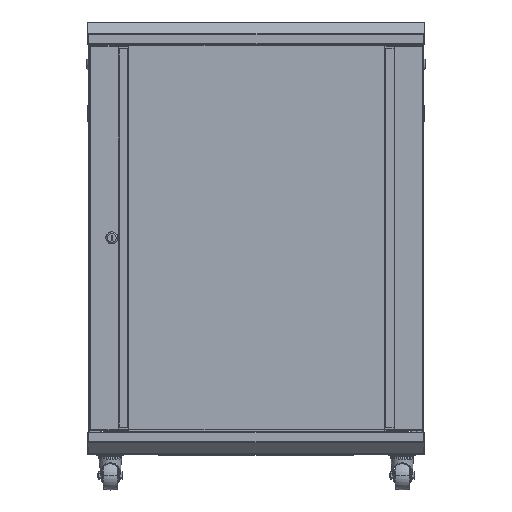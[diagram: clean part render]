
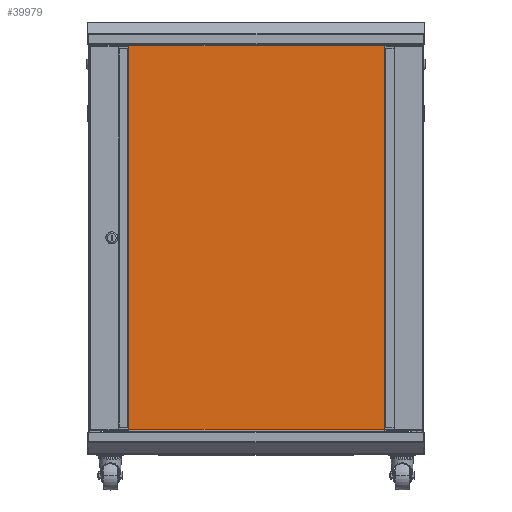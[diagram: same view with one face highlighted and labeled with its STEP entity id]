
A CAD part, top view. The second image highlights one B-rep face of the part: STEP entity #39979.
In plain terms, the highlighted planar face has unit normal (0, 0, 1).
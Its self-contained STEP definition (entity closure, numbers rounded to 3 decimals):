
#9730 = VERTEX_POINT ( 'NONE', #15868 ) ;
#10088 = CARTESIAN_POINT ( 'NONE',  ( -245.5, 474.95, 5. ) ) ;
#15218 = CARTESIAN_POINT ( 'NONE',  ( 245.5, 208.25, 5. ) ) ;
#15868 = CARTESIAN_POINT ( 'NONE',  ( 245.5, 474.95, 5. ) ) ;
#17406 = DIRECTION ( 'NONE',  ( 1., 0., 0. ) ) ;
#21665 = FACE_OUTER_BOUND ( 'NONE', #79359, .T. ) ;
#23257 = CARTESIAN_POINT ( 'NONE',  ( 245.5, 208.25, 5. ) ) ;
#24783 = CARTESIAN_POINT ( 'NONE',  ( -245.5, -208.25, 5. ) ) ;
#27086 = DIRECTION ( 'NONE',  ( 0., 1., 0. ) ) ;
#29049 = VECTOR ( 'NONE', #68299, 1000. ) ;
#31029 = LINE ( 'NONE', #76466, #82914 ) ;
#32744 = CARTESIAN_POINT ( 'NONE',  ( -245.5, 208.25, 5. ) ) ;
#34987 = LINE ( 'NONE', #23257, #29049 ) ;
#37537 = VERTEX_POINT ( 'NONE', #10088 ) ;
#38244 = ORIENTED_EDGE ( 'NONE', *, *, #56400, .F. ) ;
#38801 = DIRECTION ( 'NONE',  ( -1., 0., 0. ) ) ;
#39979 = ADVANCED_FACE ( 'NONE', ( #21665 ), #48056, .F. ) ;
#43329 = VERTEX_POINT ( 'NONE', #24783 ) ;
#43674 = CARTESIAN_POINT ( 'NONE',  ( 245.5, -208.25, 5. ) ) ;
#45188 = EDGE_CURVE ( 'NONE', #37537, #9730, #50264, .T. ) ;
#47804 = ORIENTED_EDGE ( 'NONE', *, *, #45188, .F. ) ;
#48056 = PLANE ( 'NONE',  #55573 ) ;
#50264 = LINE ( 'NONE', #76634, #72118 ) ;
#55124 = ORIENTED_EDGE ( 'NONE', *, *, #57343, .F. ) ;
#55573 = AXIS2_PLACEMENT_3D ( 'NONE', #15218, #70099, #56667 ) ;
#56400 = EDGE_CURVE ( 'NONE', #43329, #37537, #71709, .T. ) ;
#56667 = DIRECTION ( 'NONE',  ( -1., 0., 0. ) ) ;
#57343 = EDGE_CURVE ( 'NONE', #9730, #84403, #34987, .T. ) ;
#57380 = EDGE_CURVE ( 'NONE', #84403, #43329, #31029, .T. ) ;
#61009 = ORIENTED_EDGE ( 'NONE', *, *, #57380, .F. ) ;
#68299 = DIRECTION ( 'NONE',  ( 0., -1., 0. ) ) ;
#70099 = DIRECTION ( 'NONE',  ( 0., 0., -1. ) ) ;
#71709 = LINE ( 'NONE', #32744, #74483 ) ;
#72118 = VECTOR ( 'NONE', #17406, 1000. ) ;
#74483 = VECTOR ( 'NONE', #27086, 1000. ) ;
#76466 = CARTESIAN_POINT ( 'NONE',  ( 245.5, -208.25, 5. ) ) ;
#76634 = CARTESIAN_POINT ( 'NONE',  ( 245.5, 474.95, 5. ) ) ;
#79359 = EDGE_LOOP ( 'NONE', ( #47804, #38244, #61009, #55124 ) ) ;
#82914 = VECTOR ( 'NONE', #38801, 1000. ) ;
#84403 = VERTEX_POINT ( 'NONE', #43674 ) ;
